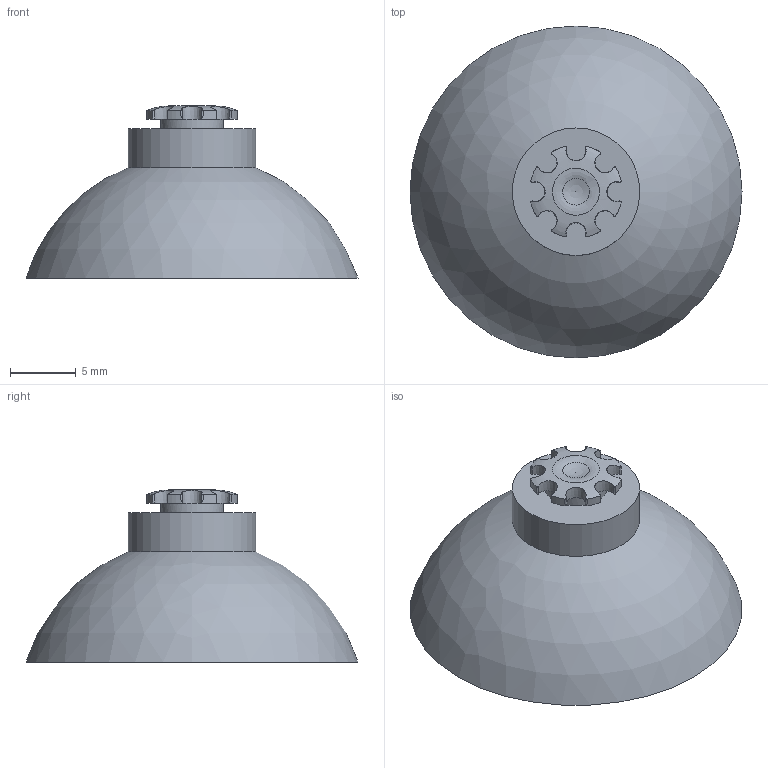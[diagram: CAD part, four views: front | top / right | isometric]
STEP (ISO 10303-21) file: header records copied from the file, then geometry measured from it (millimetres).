
FILE_DESCRIPTION(/* description */ (''),/* implementation_level */ '2;1');
FILE_NAME(/* name */ 'Sub_Body.step',/* time_stamp */ '2024-09-04T16:06:06-07:00',/* author */ (''),/* organization */ (''),/* preprocessor_version */ 'ST-DEVELOPER v20',/* originating_system */ 'Autodesk Translation Framework v13.14.0.145',/* authorisation */ '');
FILE_SCHEMA (('AUTOMOTIVE_DESIGN { 1 0 10303 214 3 1 1 }'));
Length unit declared in the file: millimetre
Products named in the file (1): SubStickFull
Bounding box: 25.26 x 25.26 x 13.09 mm (x, y, z)
Volume: 1049.1 mm3; surface area: 1920 mm2
Topology: 1 solids, 1 shells, 88 faces, 235 edges, 152 vertices
Faces by surface type: plane 29, cone 21, bspline 18, cylinder 12, torus 5, sphere 3
Full cylindrical faces by diameter (mm): 4.75 x1, 9.7 x1
Entity records: 5042 total; most frequent: CARTESIAN_POINT 2982, ORIENTED_EDGE 468, DIRECTION 377, EDGE_CURVE 234, AXIS2_PLACEMENT_3D 177, VERTEX_POINT 152, B_SPLINE_CURVE_WITH_KNOTS 97, EDGE_LOOP 92
